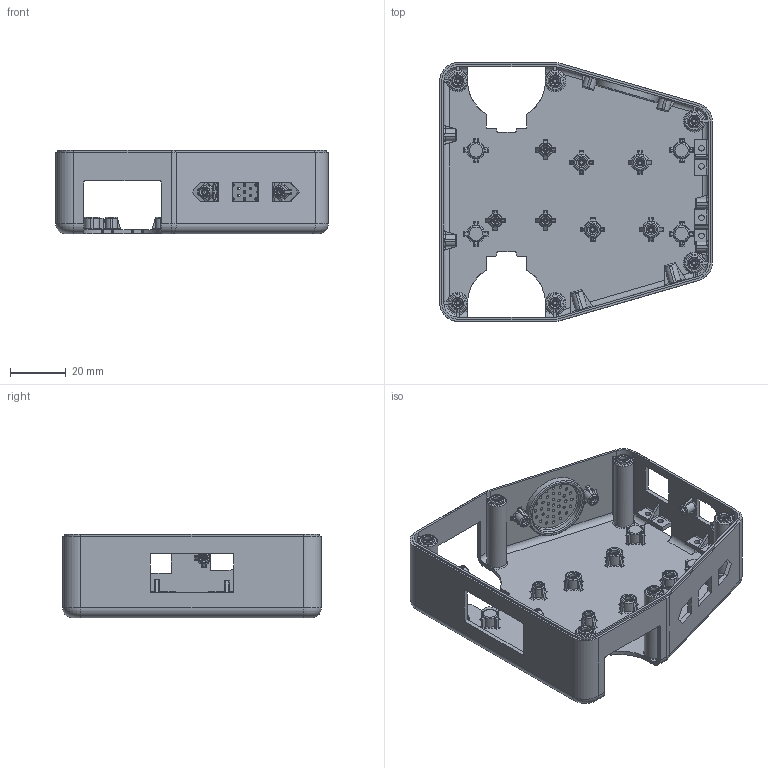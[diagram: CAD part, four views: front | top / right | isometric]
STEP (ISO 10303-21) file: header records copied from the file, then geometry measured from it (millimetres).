
FILE_DESCRIPTION(/* description */ ('Unknown'),/* implementation_level */ '2;1');
FILE_NAME(/* name */ 'CelniKryt',/* time_stamp */ '2021-05-06T17:35:09+02:00',/* author */ ('Unknown'),/* organization */ ('Unknown'),/* preprocessor_version */ 'ST-DEVELOPER v16.7',/* originating_system */ 'Solid Edge',/* authorisation */ 'Unknown');
FILE_SCHEMA (('AUTOMOTIVE_DESIGN {1 0 10303 214 3 1 1}'));
Length unit declared in the file: millimetre
Products named in the file (1): CelniKryt
Bounding box: 98 x 93 x 30 mm (x, y, z)
Volume: 29997.9 mm3; surface area: 38467.5 mm2
Topology: 1 solids, 1 shells, 1292 faces, 3270 edges, 2045 vertices
Faces by surface type: plane 604, cylinder 448, torus 208, bspline 28, sphere 4
Full cylindrical faces by diameter (mm): 1 x35, 1.65 x13, 2 x4, 2.1 x18, 2.2 x13, 2.8 x18, 4 x2, 4.4 x11, 5 x6, 5.6 x8, 7 x6, 20 x1, 23 x1
Entity records: 37679 total; most frequent: CARTESIAN_POINT 7448, DIRECTION 6437, ORIENTED_EDGE 5926, EDGE_CURVE 2963, AXIS2_PLACEMENT_3D 2459, VERTEX_POINT 1980, EDGE_LOOP 1697, FACE_BOUND 1697
